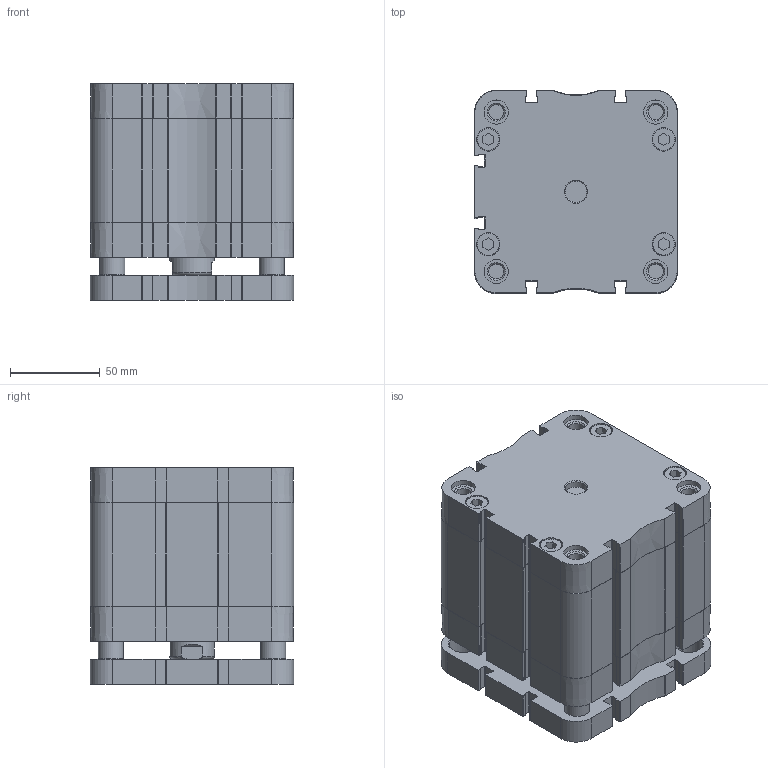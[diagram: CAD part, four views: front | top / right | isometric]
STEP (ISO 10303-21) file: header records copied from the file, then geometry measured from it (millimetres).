
FILE_DESCRIPTION(/* description */ (''),/* implementation_level */ '2;1');
FILE_NAME(/* name */ 'C-D-100-0030-A.stp',/* time_stamp */ '2015-10-28T15:12:39+01:00',/* author */ (''),/* organization */ (''),/* preprocessor_version */ 'ST-DEVELOPER v15.2',/* originating_system */ 'Autodesk Translator Framework v2.0.0.5431',/* authorisation */ '');
FILE_SCHEMA (('AUTOMOTIVE_DESIGN { 1 0 10303 214 3 1 1 }'));
Products named in the file (1): (Unsaved)
Bounding box: 113.5 x 113.5 x 121 mm (x, y, z)
Volume: 917187 mm3; surface area: 191395.8 mm2
Topology: 7 solids, 9 shells, 1748 faces, 4747 edges, 3113 vertices
Faces by surface type: bspline 763, plane 606, cylinder 277, cone 79, torus 23
Full cylindrical faces by diameter (mm): 6 x1, 6.647 x2, 8.376 x8, 8.566 x2, 9.1 x2, 10 x2, 10.106 x2, 12 x1, 12.7 x8, 13 x2, 13.1 x8, 13.5 x8, 14 x2, 16 x4, 18 x1, 25 x1, 25.6 x1, 26.9 x1, 28 x1, 29.8 x1, 30 x2, 100 x1
Entity records: 60920 total; most frequent: CARTESIAN_POINT 22256, ORIENTED_EDGE 9200, DIRECTION 5639, EDGE_CURVE 4580, VERTEX_POINT 3091, LINE 2349, VECTOR 2349, EDGE_LOOP 2025
